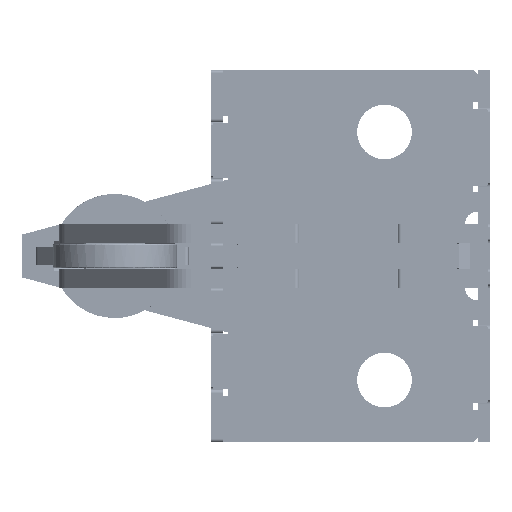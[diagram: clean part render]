
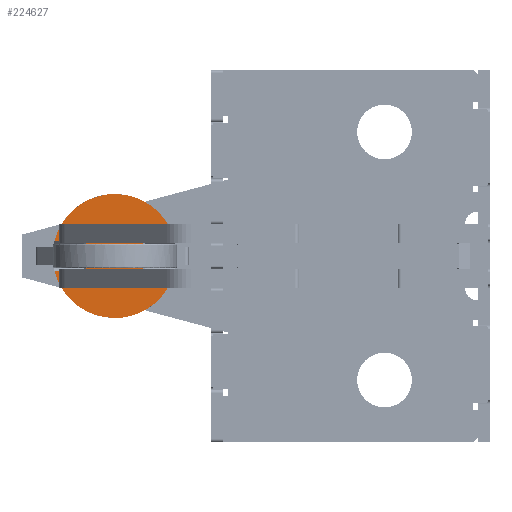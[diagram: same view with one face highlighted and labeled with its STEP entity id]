
A CAD part, left-side view. The second image highlights one B-rep face of the part: STEP entity #224627.
In plain terms, the highlighted free-form (B-spline) face has degree [1, 1] with [2, 2] control points.
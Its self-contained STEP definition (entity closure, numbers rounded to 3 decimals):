
#224472 = VERTEX_POINT('',#224473);
#224473 = CARTESIAN_POINT('',(-1160.107,1207.283,
    -202.905));
#224478 = EDGE_CURVE('',#224472,#224479,#224481,.T.);
#224479 = VERTEX_POINT('',#224480);
#224480 = CARTESIAN_POINT('',(-1160.107,1404.505,
    -47.683));
#224481 = ( BOUNDED_CURVE() B_SPLINE_CURVE(2,(#224482,#224483,#224484),
.UNSPECIFIED.,.F.,.F.) B_SPLINE_CURVE_WITH_KNOTS((3,3),(0.,1.334)
,.PIECEWISE_BEZIER_KNOTS.) CURVE() GEOMETRIC_REPRESENTATION_ITEM() 
RATIONAL_B_SPLINE_CURVE((1.,0.786,1.)) REPRESENTATION_ITEM('') 
  );
#224482 = CARTESIAN_POINT('',(-1160.107,1207.283,
    -202.905));
#224483 = CARTESIAN_POINT('',(-1160.107,1366.977,
    -202.905));
#224484 = CARTESIAN_POINT('',(-1160.107,1404.505,
    -47.683));
#224518 = VERTEX_POINT('',#224519);
#224519 = CARTESIAN_POINT('',(-1160.107,1404.505,
    47.683));
#224526 = EDGE_CURVE('',#224518,#224527,#224529,.T.);
#224527 = VERTEX_POINT('',#224528);
#224528 = CARTESIAN_POINT('',(-1160.107,1207.283,
    202.905));
#224529 = ( BOUNDED_CURVE() B_SPLINE_CURVE(2,(#224530,#224531,#224532),
.UNSPECIFIED.,.F.,.F.) B_SPLINE_CURVE_WITH_KNOTS((3,3),(1.808,
3.142),.PIECEWISE_BEZIER_KNOTS.) CURVE() 
GEOMETRIC_REPRESENTATION_ITEM() RATIONAL_B_SPLINE_CURVE((1.,
0.786,1.)) REPRESENTATION_ITEM('') );
#224530 = CARTESIAN_POINT('',(-1160.107,1404.505,
    47.683));
#224531 = CARTESIAN_POINT('',(-1160.107,1366.977,
    202.905));
#224532 = CARTESIAN_POINT('',(-1160.107,1207.283,
    202.905));
#224563 = EDGE_CURVE('',#224527,#224564,#224566,.T.);
#224564 = VERTEX_POINT('',#224565);
#224565 = CARTESIAN_POINT('',(-1160.107,1010.06,
    47.683));
#224566 = ( BOUNDED_CURVE() B_SPLINE_CURVE(2,(#224567,#224568,#224569),
.UNSPECIFIED.,.F.,.F.) B_SPLINE_CURVE_WITH_KNOTS((3,3),(3.142,
4.475),.PIECEWISE_BEZIER_KNOTS.) CURVE() 
GEOMETRIC_REPRESENTATION_ITEM() RATIONAL_B_SPLINE_CURVE((1.,
0.786,1.)) REPRESENTATION_ITEM('') );
#224567 = CARTESIAN_POINT('',(-1160.107,1207.283,
    202.905));
#224568 = CARTESIAN_POINT('',(-1160.107,1047.589,
    202.905));
#224569 = CARTESIAN_POINT('',(-1160.107,1010.06,
    47.683));
#224603 = VERTEX_POINT('',#224604);
#224604 = CARTESIAN_POINT('',(-1160.107,1010.06,
    -47.683));
#224611 = EDGE_CURVE('',#224603,#224472,#224612,.T.);
#224612 = ( BOUNDED_CURVE() B_SPLINE_CURVE(2,(#224613,#224614,#224615),
.UNSPECIFIED.,.F.,.F.) B_SPLINE_CURVE_WITH_KNOTS((3,3),(4.95,
6.283),.PIECEWISE_BEZIER_KNOTS.) CURVE() 
GEOMETRIC_REPRESENTATION_ITEM() RATIONAL_B_SPLINE_CURVE((1.,
0.786,1.)) REPRESENTATION_ITEM('') );
#224613 = CARTESIAN_POINT('',(-1160.107,1010.06,
    -47.683));
#224614 = CARTESIAN_POINT('',(-1160.107,1047.589,
    -202.905));
#224615 = CARTESIAN_POINT('',(-1160.107,1207.283,
    -202.905));
#224627 = ADVANCED_FACE('',(#224628),#224672,.F.);
#224628 = FACE_BOUND('',#224629,.T.);
#224629 = EDGE_LOOP('',(#224630,#224639,#224644,#224645,#224646,#224653,
    #224660,#224665,#224666,#224667));
#224630 = ORIENTED_EDGE('',*,*,#224631,.T.);
#224631 = EDGE_CURVE('',#224632,#224634,#224636,.T.);
#224632 = VERTEX_POINT('',#224633);
#224633 = CARTESIAN_POINT('',(-1160.107,1113.947,
    -47.683));
#224634 = VERTEX_POINT('',#224635);
#224635 = CARTESIAN_POINT('',(-1160.107,1113.947,
    47.683));
#224636 = B_SPLINE_CURVE_WITH_KNOTS('',1,(#224637,#224638),
  .UNSPECIFIED.,.F.,.F.,(2,2),(-87.,7.),.PIECEWISE_BEZIER_KNOTS.);
#224637 = CARTESIAN_POINT('',(-1160.107,1113.947,
    -47.683));
#224638 = CARTESIAN_POINT('',(-1160.107,1113.947,
    47.683));
#224639 = ORIENTED_EDGE('',*,*,#224640,.T.);
#224640 = EDGE_CURVE('',#224634,#224564,#224641,.T.);
#224641 = B_SPLINE_CURVE_WITH_KNOTS('',1,(#224642,#224643),
  .UNSPECIFIED.,.F.,.F.,(2,2),(-103.959,-1.56),
  .PIECEWISE_BEZIER_KNOTS.);
#224642 = CARTESIAN_POINT('',(-1160.107,1113.947,
    47.683));
#224643 = CARTESIAN_POINT('',(-1160.107,1010.06,
    47.683));
#224644 = ORIENTED_EDGE('',*,*,#224563,.F.);
#224645 = ORIENTED_EDGE('',*,*,#224526,.F.);
#224646 = ORIENTED_EDGE('',*,*,#224647,.T.);
#224647 = EDGE_CURVE('',#224518,#224648,#224650,.T.);
#224648 = VERTEX_POINT('',#224649);
#224649 = CARTESIAN_POINT('',(-1160.107,1300.619,
    47.683));
#224650 = B_SPLINE_CURVE_WITH_KNOTS('',1,(#224651,#224652),
  .UNSPECIFIED.,.F.,.F.,(2,2),(-95.399,7.),
  .PIECEWISE_BEZIER_KNOTS.);
#224651 = CARTESIAN_POINT('',(-1160.107,1404.505,
    47.683));
#224652 = CARTESIAN_POINT('',(-1160.107,1300.619,
    47.683));
#224653 = ORIENTED_EDGE('',*,*,#224654,.T.);
#224654 = EDGE_CURVE('',#224648,#224655,#224657,.T.);
#224655 = VERTEX_POINT('',#224656);
#224656 = CARTESIAN_POINT('',(-1160.107,1300.619,
    -47.683));
#224657 = B_SPLINE_CURVE_WITH_KNOTS('',1,(#224658,#224659),
  .UNSPECIFIED.,.F.,.F.,(2,2),(-87.,7.),.PIECEWISE_BEZIER_KNOTS.);
#224658 = CARTESIAN_POINT('',(-1160.107,1300.619,
    47.683));
#224659 = CARTESIAN_POINT('',(-1160.107,1300.619,
    -47.683));
#224660 = ORIENTED_EDGE('',*,*,#224661,.T.);
#224661 = EDGE_CURVE('',#224655,#224479,#224662,.T.);
#224662 = B_SPLINE_CURVE_WITH_KNOTS('',1,(#224663,#224664),
  .UNSPECIFIED.,.F.,.F.,(2,2),(-103.959,-1.56),
  .PIECEWISE_BEZIER_KNOTS.);
#224663 = CARTESIAN_POINT('',(-1160.107,1300.619,
    -47.683));
#224664 = CARTESIAN_POINT('',(-1160.107,1404.505,
    -47.683));
#224665 = ORIENTED_EDGE('',*,*,#224478,.F.);
#224666 = ORIENTED_EDGE('',*,*,#224611,.F.);
#224667 = ORIENTED_EDGE('',*,*,#224668,.T.);
#224668 = EDGE_CURVE('',#224603,#224632,#224669,.T.);
#224669 = B_SPLINE_CURVE_WITH_KNOTS('',1,(#224670,#224671),
  .UNSPECIFIED.,.F.,.F.,(2,2),(-95.399,7.),
  .PIECEWISE_BEZIER_KNOTS.);
#224670 = CARTESIAN_POINT('',(-1160.107,1010.06,
    -47.683));
#224671 = CARTESIAN_POINT('',(-1160.107,1113.947,
    -47.683));
#224672 = B_SPLINE_SURFACE_WITH_KNOTS('',1,1,(
    (#224673,#224674)
    ,(#224675,#224676
    )),.UNSPECIFIED.,.F.,.F.,.F.,(2,2),(2,2),(-200.,200.),(
    -194.399,194.399),.PIECEWISE_BEZIER_KNOTS.);
#224673 = CARTESIAN_POINT('',(-1160.107,1010.06,
    202.905));
#224674 = CARTESIAN_POINT('',(-1160.107,1404.505,
    202.905));
#224675 = CARTESIAN_POINT('',(-1160.107,1010.06,
    -202.905));
#224676 = CARTESIAN_POINT('',(-1160.107,1404.505,
    -202.905));
